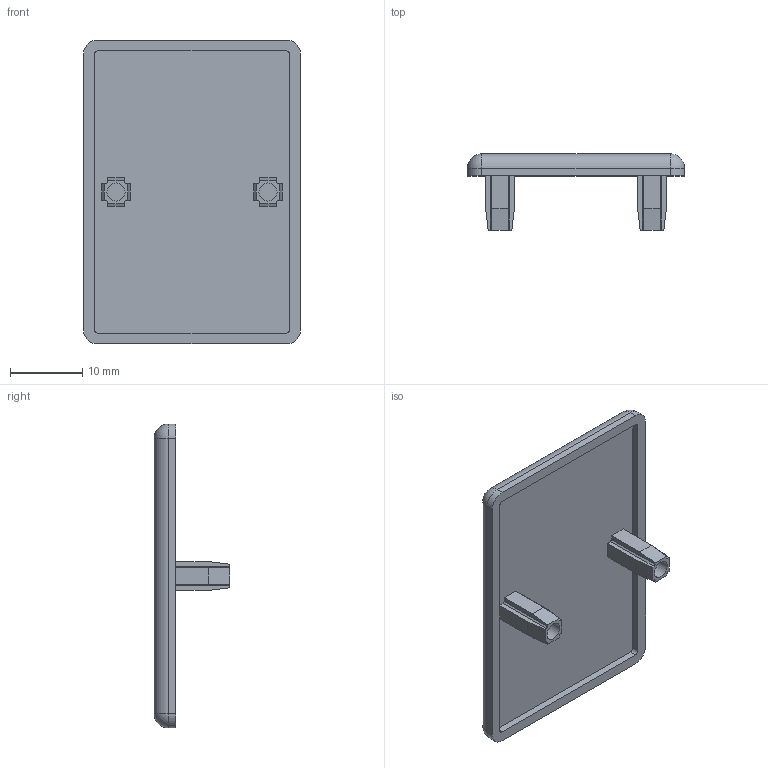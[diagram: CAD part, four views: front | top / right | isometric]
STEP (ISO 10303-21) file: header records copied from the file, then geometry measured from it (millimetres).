
FILE_DESCRIPTION((''),'2;1');
FILE_NAME('AR3630.stp','2022-01-24T12:52:26',('arma01'),(''),'Autodesk Inventor 2013','Autodesk Inventor 2013','');
FILE_SCHEMA(('AUTOMOTIVE_DESIGN { 1 0 10303 214 1 1 1 1 }'));
Length unit declared in the file: millimetre
Products named in the file (1): AR3630
Bounding box: 30 x 10.5 x 42 mm (x, y, z)
Volume: 2726.9 mm3; surface area: 3325.4 mm2
Topology: 1 solids, 1 shells, 73 faces, 186 edges, 120 vertices
Faces by surface type: plane 47, cylinder 22, sphere 4
Full cylindrical faces by diameter (mm): 2.5 x2
Entity records: 2204 total; most frequent: CARTESIAN_POINT 378, DIRECTION 376, ORIENTED_EDGE 368, EDGE_CURVE 184, VECTOR 140, LINE 140, VERTEX_POINT 120, AXIS2_PLACEMENT_3D 118
